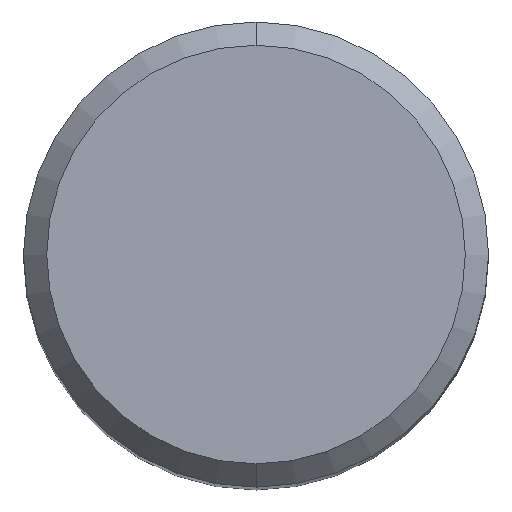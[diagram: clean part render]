
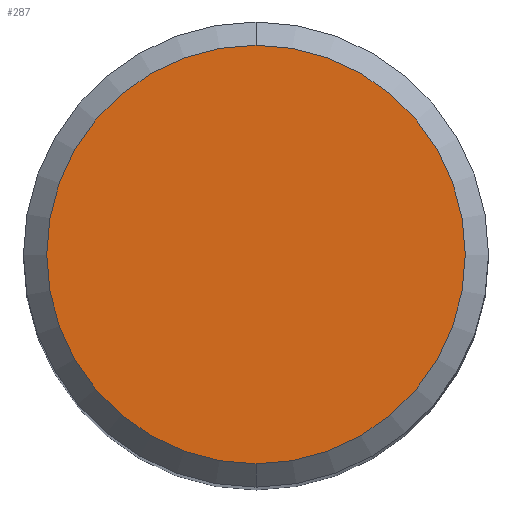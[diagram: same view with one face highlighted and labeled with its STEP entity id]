
A CAD part, top view. The second image highlights one B-rep face of the part: STEP entity #287.
In plain terms, the highlighted planar face has unit normal (0, 0, 1).
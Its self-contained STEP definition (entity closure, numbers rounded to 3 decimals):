
#187=VERTEX_POINT('',#480);
#209=EDGE_CURVE('',#391,#187,#502,.T.);
#287=ADVANCED_FACE('',(#589),#590,.T.);
#339=EDGE_CURVE('',#187,#391,#646,.T.);
#391=VERTEX_POINT('',#708);
#480=CARTESIAN_POINT('',(0.0,5.4,0.0));
#502=CIRCLE('',#880,5.4);
#589=FACE_OUTER_BOUND('',#1072,.T.);
#590=PLANE('',#1073);
#646=CIRCLE('',#1242,5.4);
#708=CARTESIAN_POINT('',(0.,-5.4,0.0));
#880=AXIS2_PLACEMENT_3D('',#1470,#1471,#1472);
#1072=EDGE_LOOP('',(#1588,#1589));
#1073=AXIS2_PLACEMENT_3D('',#1590,#1591,#1592);
#1242=AXIS2_PLACEMENT_3D('',#1644,#1645,#1646);
#1470=CARTESIAN_POINT('',(0.0,0.0,0.0));
#1471=DIRECTION('',(0.0,0.0,-1.0));
#1472=DIRECTION('',(0.0,1.0,0.0));
#1588=ORIENTED_EDGE('',*,*,#339,.F.);
#1589=ORIENTED_EDGE('',*,*,#209,.F.);
#1590=CARTESIAN_POINT('',(0.0,2.7,0.0));
#1591=DIRECTION('',(-0.0,0.0,1.0));
#1592=DIRECTION('',(0.0,-1.0,0.0));
#1644=CARTESIAN_POINT('',(0.0,0.0,0.0));
#1645=DIRECTION('',(0.0,0.0,-1.0));
#1646=DIRECTION('',(0.0,1.0,0.0));
